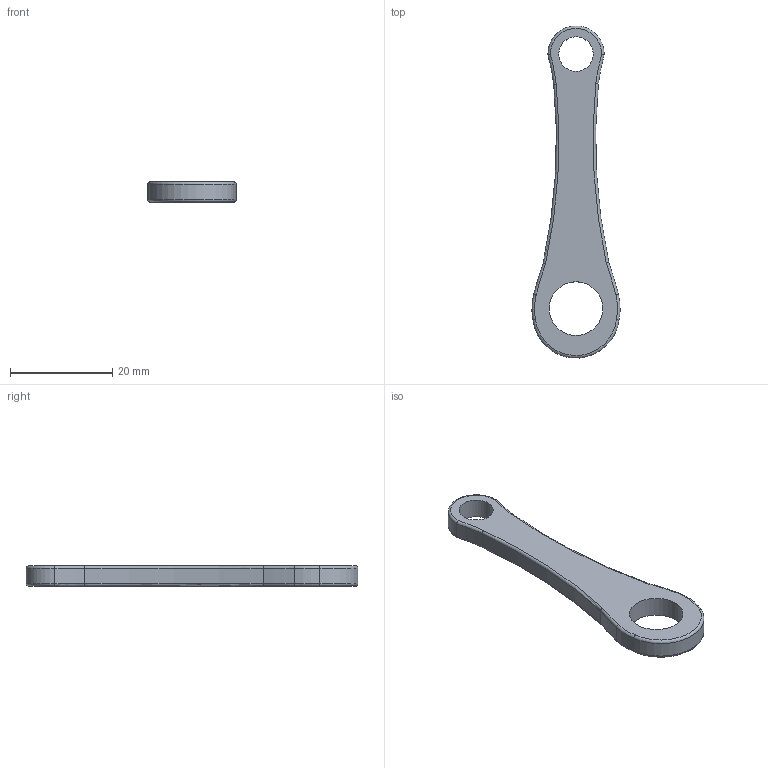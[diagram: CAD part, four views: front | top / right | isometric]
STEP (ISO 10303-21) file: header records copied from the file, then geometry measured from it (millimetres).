
FILE_DESCRIPTION(/* description */ (''),/* implementation_level */ '2;1');
FILE_NAME(/* name */ '6f57b244-db92-4be3-af0c-fb06e303c516.stp',/* time_stamp */ '2022-03-10T07:47:09+00:00',/* author */ (''),/* organization */ (''),/* preprocessor_version */ 'ST-DEVELOPER v18.1',/* originating_system */ 'Autodesk Translation Framework v10.14.0.1471',/* authorisation */ '');
FILE_SCHEMA (('AUTOMOTIVE_DESIGN { 1 0 10303 214 3 1 1 }'));
Length unit declared in the file: millimetre
Products named in the file (1): Panel_joint_desk
Bounding box: 17.24 x 64.94 x 4 mm (x, y, z)
Volume: 2257.9 mm3; surface area: 1878.9 mm2
Topology: 1 solids, 1 shells, 34 faces, 76 edges, 44 vertices
Faces by surface type: torus 20, cylinder 12, plane 2
Full cylindrical faces by diameter (mm): 6.746 x1, 10.501 x1
Entity records: 1253 total; most frequent: CARTESIAN_POINT 463, DIRECTION 170, ORIENTED_EDGE 152, AXIS2_PLACEMENT_3D 79, EDGE_CURVE 76, CIRCLE 44, VERTEX_POINT 44, EDGE_LOOP 38
